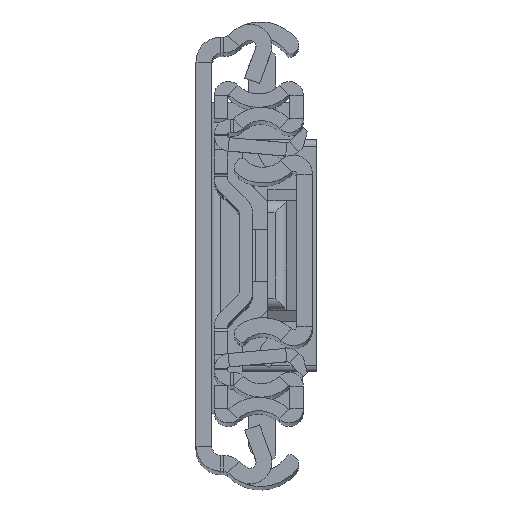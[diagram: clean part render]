
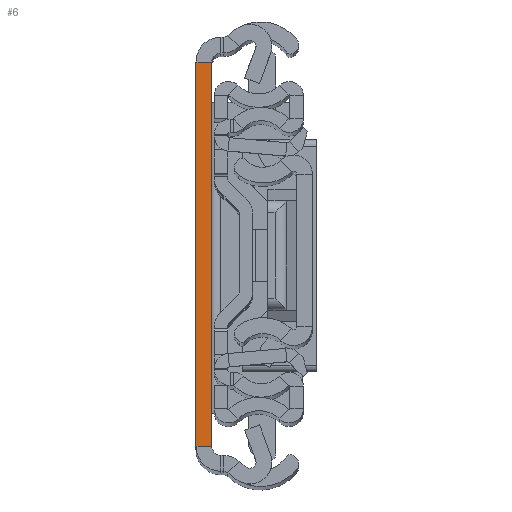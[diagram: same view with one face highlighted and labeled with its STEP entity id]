
A CAD part, top view. The second image highlights one B-rep face of the part: STEP entity #6.
In plain terms, the highlighted planar face has unit normal (0, 0, 1).
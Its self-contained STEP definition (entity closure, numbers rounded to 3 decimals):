
#6 = ADVANCED_FACE ( 'NONE', ( #8807 ), #8888, .F. ) ;
#1203 = CARTESIAN_POINT ( 'NONE',  ( 2.6, -31.5, 0. ) ) ;
#1345 = EDGE_CURVE ( 'NONE', #15654, #16029, #13074, .T. ) ;
#2240 = DIRECTION ( 'NONE',  ( 0., 0., -1. ) ) ;
#2358 = VERTEX_POINT ( 'NONE', #2659 ) ;
#2642 = VECTOR ( 'NONE', #2893, 1000. ) ;
#2659 = CARTESIAN_POINT ( 'NONE',  ( 0., 31.5, 0. ) ) ;
#2893 = DIRECTION ( 'NONE',  ( 1., 0., 0. ) ) ;
#2923 = VECTOR ( 'NONE', #13851, 1000. ) ;
#3470 = DIRECTION ( 'NONE',  ( 0., 1., 0. ) ) ;
#3721 = CARTESIAN_POINT ( 'NONE',  ( 2.6, -31.5, 0. ) ) ;
#3835 = ORIENTED_EDGE ( 'NONE', *, *, #6508, .F. ) ;
#4248 = CARTESIAN_POINT ( 'NONE',  ( 2.6, 31.5, 0. ) ) ;
#4352 = AXIS2_PLACEMENT_3D ( 'NONE', #13833, #2240, #11253 ) ;
#4948 = VECTOR ( 'NONE', #6170, 1000. ) ;
#5680 = EDGE_LOOP ( 'NONE', ( #3835, #9936, #15398, #12117 ) ) ;
#5959 = LINE ( 'NONE', #13685, #2923 ) ;
#6170 = DIRECTION ( 'NONE',  ( 1., 0., 0. ) ) ;
#6508 = EDGE_CURVE ( 'NONE', #2358, #13745, #8529, .T. ) ;
#6777 = CARTESIAN_POINT ( 'NONE',  ( 2.6, -31.5, 0. ) ) ;
#8529 = LINE ( 'NONE', #12226, #4948 ) ;
#8807 = FACE_OUTER_BOUND ( 'NONE', #5680, .T. ) ;
#8888 = PLANE ( 'NONE',  #4352 ) ;
#9936 = ORIENTED_EDGE ( 'NONE', *, *, #10918, .F. ) ;
#10918 = EDGE_CURVE ( 'NONE', #15654, #2358, #5959, .T. ) ;
#11253 = DIRECTION ( 'NONE',  ( 0., 1., 0. ) ) ;
#11883 = VECTOR ( 'NONE', #3470, 1000. ) ;
#12117 = ORIENTED_EDGE ( 'NONE', *, *, #13253, .T. ) ;
#12226 = CARTESIAN_POINT ( 'NONE',  ( 2.6, 31.5, 0. ) ) ;
#12556 = LINE ( 'NONE', #3721, #11883 ) ;
#13074 = LINE ( 'NONE', #6777, #2642 ) ;
#13253 = EDGE_CURVE ( 'NONE', #16029, #13745, #12556, .T. ) ;
#13685 = CARTESIAN_POINT ( 'NONE',  ( 0., -31.5, 0. ) ) ;
#13745 = VERTEX_POINT ( 'NONE', #4248 ) ;
#13833 = CARTESIAN_POINT ( 'NONE',  ( 2.6, -31.5, 0. ) ) ;
#13851 = DIRECTION ( 'NONE',  ( 0., 1., 0. ) ) ;
#15398 = ORIENTED_EDGE ( 'NONE', *, *, #1345, .T. ) ;
#15654 = VERTEX_POINT ( 'NONE', #15828 ) ;
#15828 = CARTESIAN_POINT ( 'NONE',  ( 0., -31.5, 0. ) ) ;
#16029 = VERTEX_POINT ( 'NONE', #1203 ) ;
